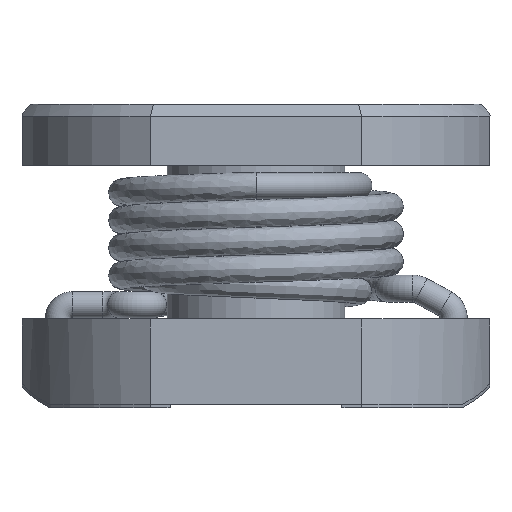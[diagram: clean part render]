
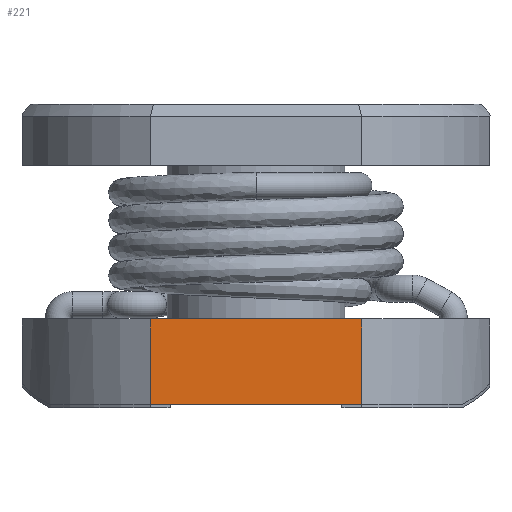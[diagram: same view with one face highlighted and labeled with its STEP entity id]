
A CAD part, front view. The second image highlights one B-rep face of the part: STEP entity #221.
In plain terms, the highlighted planar face has unit normal (0, -1, 0).
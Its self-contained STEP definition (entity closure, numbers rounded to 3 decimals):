
#221 = ADVANCED_FACE( '', ( #514 ), #515, .T. );
#514 = FACE_OUTER_BOUND( '', #1676, .T. );
#515 = PLANE( '', #1677 );
#1676 = EDGE_LOOP( '', ( #2335, #2336, #2337, #2338 ) );
#1677 = AXIS2_PLACEMENT_3D( '', #2339, #2340, #2341 );
#2335 = ORIENTED_EDGE( '', *, *, #3296, .T. );
#2336 = ORIENTED_EDGE( '', *, *, #3279, .F. );
#2337 = ORIENTED_EDGE( '', *, *, #3389, .F. );
#2338 = ORIENTED_EDGE( '', *, *, #3414, .T. );
#2339 = CARTESIAN_POINT( '', ( 1.72, -3.5, 1.4 ) );
#2340 = DIRECTION( '', ( 0., -1., 0. ) );
#2341 = DIRECTION( '', ( 0., 0., -1. ) );
#3279 = EDGE_CURVE( '', #3953, #3954, #3955, .T. );
#3296 = EDGE_CURVE( '', #3984, #3954, #3985, .T. );
#3389 = EDGE_CURVE( '', #4139, #3953, #4141, .T. );
#3414 = EDGE_CURVE( '', #4139, #3984, #4177, .T. );
#3953 = VERTEX_POINT( '', #5506 );
#3954 = VERTEX_POINT( '', #5507 );
#3955 = LINE( '', #5508, #5509 );
#3984 = VERTEX_POINT( '', #5549 );
#3985 = LINE( '', #5550, #5551 );
#4139 = VERTEX_POINT( '', #5819 );
#4141 = LINE( '', #5821, #5822 );
#4177 = LINE( '', #5867, #5868 );
#5506 = CARTESIAN_POINT( '', ( 1.72, -3.5, 0. ) );
#5507 = CARTESIAN_POINT( '', ( -1.72, -3.5, 0. ) );
#5508 = CARTESIAN_POINT( '', ( 1.72, -3.5, 0. ) );
#5509 = VECTOR( '', #6959, 1000. );
#5549 = CARTESIAN_POINT( '', ( -1.72, -3.5, 1.4 ) );
#5550 = CARTESIAN_POINT( '', ( -1.72, -3.5, 1.4 ) );
#5551 = VECTOR( '', #6980, 1000. );
#5819 = CARTESIAN_POINT( '', ( 1.72, -3.5, 1.4 ) );
#5821 = CARTESIAN_POINT( '', ( 1.72, -3.5, 1.4 ) );
#5822 = VECTOR( '', #7111, 1000. );
#5867 = CARTESIAN_POINT( '', ( 1.72, -3.5, 1.4 ) );
#5868 = VECTOR( '', #7154, 1000. );
#6959 = DIRECTION( '', ( -1., 0., 0. ) );
#6980 = DIRECTION( '', ( 0., 0., -1. ) );
#7111 = DIRECTION( '', ( 0., 0., -1. ) );
#7154 = DIRECTION( '', ( -1., 0., 0. ) );
